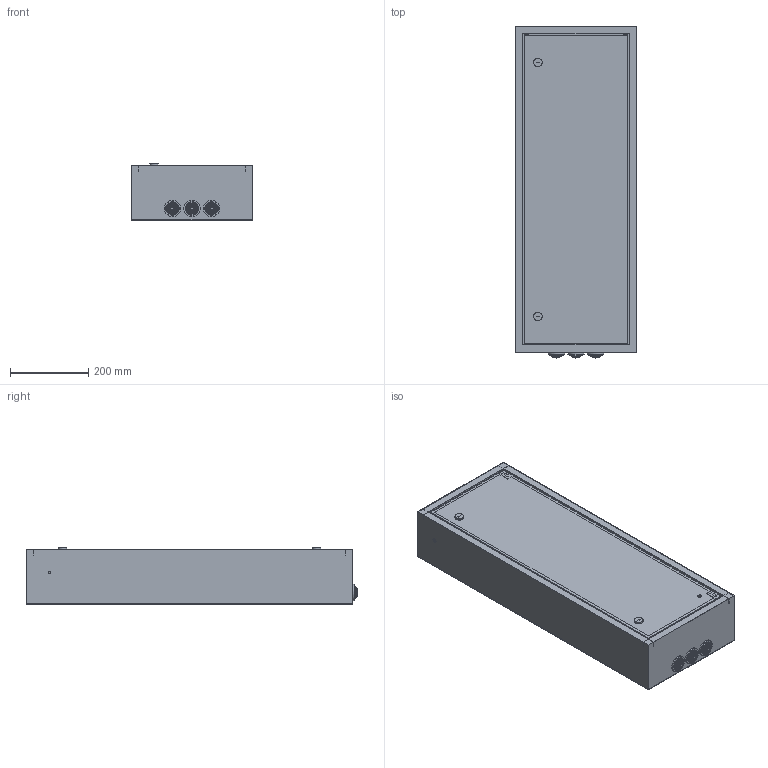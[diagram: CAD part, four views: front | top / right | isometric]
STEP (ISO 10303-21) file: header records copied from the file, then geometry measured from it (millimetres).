
FILE_DESCRIPTION (( 'STEP AP214' ), '1' );
FILE_NAME ('ÊÈÂÀ 223.00.00-04ÑÁ óïðîù.STEP', '2024-10-02T10:32:11', ( '' ), ( '' ), 'SwSTEP 2.0', 'SolidWorks 2022', '' );
FILE_SCHEMA (( 'AUTOMOTIVE_DESIGN' ));
Length unit declared in the file: millimetre
Products named in the file (1): КИВА 223.00.00-04СБ упрощ
Bounding box: 310 x 848.01 x 143.5 mm (x, y, z)
Volume: 2876963.2 mm3; surface area: 2742715.5 mm2
Topology: 31 solids, 47 shells, 3276 faces, 8797 edges, 5812 vertices
Faces by surface type: plane 2176, cylinder 792, cone 124, bspline 82, sphere 62, torus 40
Entity records: 146245 total; most frequent: CARTESIAN_POINT 27126, ORIENTED_EDGE 17570, DIRECTION 16429, EDGE_CURVE 8785, VECTOR 6243, LINE 6243, VERTEX_POINT 5810, AXIS2_PLACEMENT_3D 5093
